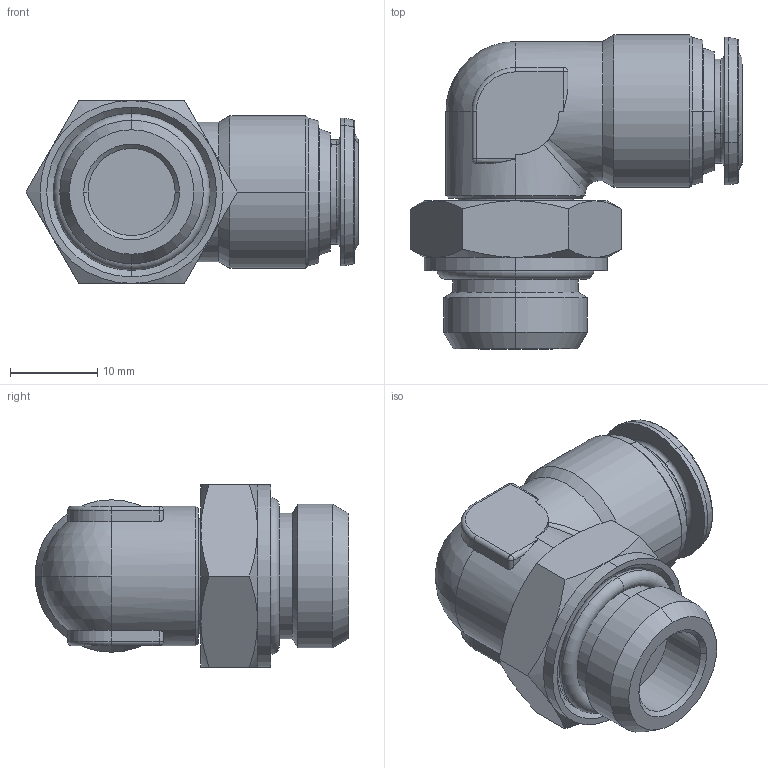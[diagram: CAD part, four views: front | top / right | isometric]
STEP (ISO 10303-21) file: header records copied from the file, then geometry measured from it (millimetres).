
FILE_DESCRIPTION (( 'STEP AP214' ), '1' );
FILE_NAME ('6011500008.step', '2012-10-16T16:33:10', ( '' ), ( '' ), 'SwSTEP 2.0', 'SolidWorks 2012', '' );
FILE_SCHEMA (( 'AUTOMOTIVE_DESIGN' ));
Length unit declared in the file: millimetre
Products named in the file (1): 6011500008
Bounding box: 38.12 x 36.05 x 21 mm (x, y, z)
Volume: 11396.8 mm3; surface area: 4778.1 mm2
Topology: 2 solids, 2 shells, 146 faces, 328 edges, 189 vertices
Faces by surface type: cylinder 42, cone 40, plane 39, torus 18, sphere 6, bspline 1
Entity records: 5895 total; most frequent: CARTESIAN_POINT 1004, DIRECTION 730, ORIENTED_EDGE 648, EDGE_CURVE 324, AXIS2_PLACEMENT_3D 309, VERTEX_POINT 189, CIRCLE 163, EDGE_LOOP 159
